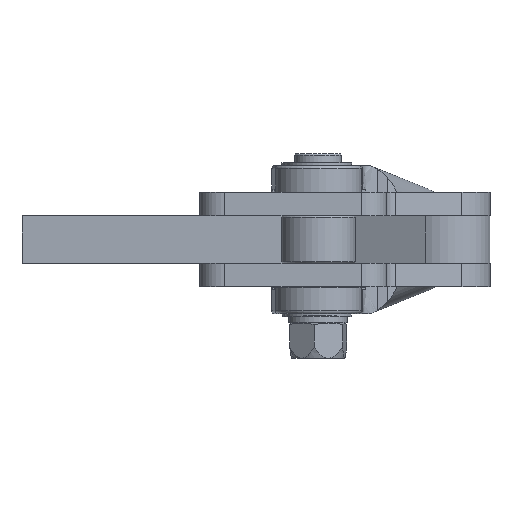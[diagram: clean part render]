
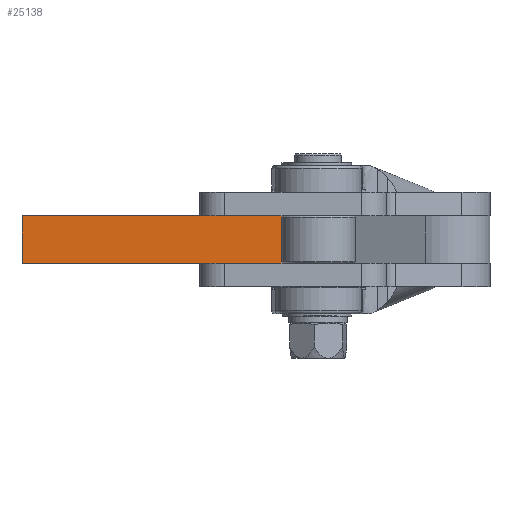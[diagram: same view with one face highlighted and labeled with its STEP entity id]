
A CAD part, front view. The second image highlights one B-rep face of the part: STEP entity #25138.
In plain terms, the highlighted planar face has unit normal (-0.001, -1, 0).
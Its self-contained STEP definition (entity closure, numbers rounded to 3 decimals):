
#3226 = EDGE_CURVE ( 'NONE', #9915, #9929, #16754, .T. ) ;
#3240 = EDGE_CURVE ( 'NONE', #9989, #9975, #16778, .T. ) ;
#3242 = EDGE_CURVE ( 'NONE', #9915, #9989, #16783, .T. ) ;
#3244 = EDGE_CURVE ( 'NONE', #9929, #9975, #16786, .T. ) ;
#8905 = FACE_OUTER_BOUND ( 'NONE', #29202, .T. ) ;
#9915 = VERTEX_POINT ( 'NONE', #11997 ) ;
#9929 = VERTEX_POINT ( 'NONE', #12004 ) ;
#9975 = VERTEX_POINT ( 'NONE', #12027 ) ;
#9989 = VERTEX_POINT ( 'NONE', #12034 ) ;
#11432 = CARTESIAN_POINT ( 'NONE',  ( 0., 0., 8. ) ) ;
#11437 = DIRECTION ( 'NONE',  ( 1., 0., 0. ) ) ;
#11464 = CARTESIAN_POINT ( 'NONE',  ( 0., 0., -8. ) ) ;
#11469 = DIRECTION ( 'NONE',  ( 0., 0., -1. ) ) ;
#11470 = DIRECTION ( 'NONE',  ( 1., 0., 0. ) ) ;
#11471 = CARTESIAN_POINT ( 'NONE',  ( 0., 0., 8. ) ) ;
#11478 = CARTESIAN_POINT ( 'NONE',  ( 100.147, 0., 8. ) ) ;
#11479 = DIRECTION ( 'NONE',  ( 0., 0., -1. ) ) ;
#11997 = CARTESIAN_POINT ( 'NONE',  ( 0., 0., 8. ) ) ;
#12004 = CARTESIAN_POINT ( 'NONE',  ( 100.147, 0., 8. ) ) ;
#12027 = CARTESIAN_POINT ( 'NONE',  ( 100.147, 0., -8. ) ) ;
#12034 = CARTESIAN_POINT ( 'NONE',  ( 0., 0., -8. ) ) ;
#16754 = LINE ( 'NONE', #11432, #16760 ) ;
#16760 = VECTOR ( 'NONE', #11437, 1000. ) ;
#16778 = LINE ( 'NONE', #11464, #16782 ) ;
#16782 = VECTOR ( 'NONE', #11470, 1000. ) ;
#16783 = LINE ( 'NONE', #11471, #16785 ) ;
#16785 = VECTOR ( 'NONE', #11469, 1000. ) ;
#16786 = LINE ( 'NONE', #11478, #16789 ) ;
#16789 = VECTOR ( 'NONE', #11479, 1000. ) ;
#19524 = AXIS2_PLACEMENT_3D ( 'NONE', #19817, #19822, #19823 ) ;
#19817 = CARTESIAN_POINT ( 'NONE',  ( 0., 0., 8. ) ) ;
#19820 = PLANE ( 'NONE',  #19524 ) ;
#19822 = DIRECTION ( 'NONE',  ( 0., 1., 0. ) ) ;
#19823 = DIRECTION ( 'NONE',  ( 0., 0., 1. ) ) ;
#25138 = ADVANCED_FACE ( 'NONE', ( #8905 ), #19820, .F. ) ;
#27300 = ORIENTED_EDGE ( 'NONE', *, *, #3240, .T. ) ;
#27301 = ORIENTED_EDGE ( 'NONE', *, *, #3244, .F. ) ;
#27302 = ORIENTED_EDGE ( 'NONE', *, *, #3226, .F. ) ;
#27303 = ORIENTED_EDGE ( 'NONE', *, *, #3242, .T. ) ;
#29202 = EDGE_LOOP ( 'NONE', ( #27300, #27301, #27302, #27303 ) ) ;
